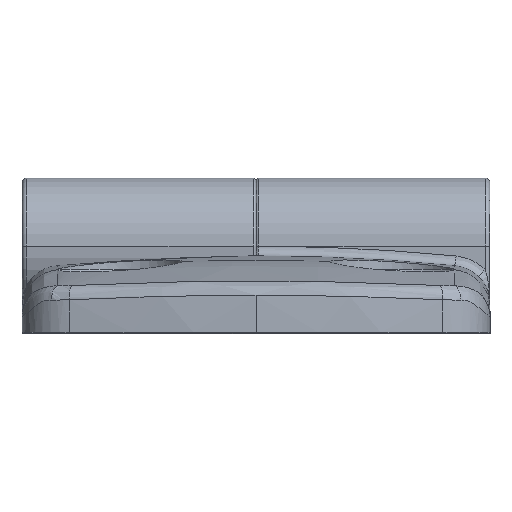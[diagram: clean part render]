
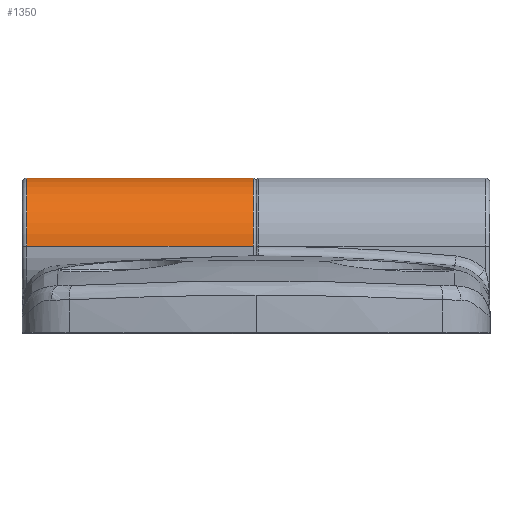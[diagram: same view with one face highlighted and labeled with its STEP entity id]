
A CAD part, top view. The second image highlights one B-rep face of the part: STEP entity #1350.
In plain terms, the highlighted cylindrical face has radius 7 mm (diameter 14 mm), a partial arc.
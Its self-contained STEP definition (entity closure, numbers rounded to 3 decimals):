
#115 = VERTEX_POINT ( 'NONE', #3673 ) ;
#124 = CARTESIAN_POINT ( 'NONE',  ( 24., 8.95, 7. ) ) ;
#177 = DIRECTION ( 'NONE',  ( -1., 0., 0. ) ) ;
#198 = AXIS2_PLACEMENT_3D ( 'NONE', #3369, #3421, #3301 ) ;
#322 = CIRCLE ( 'NONE', #2343, 7. ) ;
#455 = EDGE_CURVE ( 'NONE', #1584, #115, #6816, .T. ) ;
#541 = DIRECTION ( 'NONE',  ( 1., 0., 0. ) ) ;
#549 = EDGE_CURVE ( 'NONE', #1584, #755, #2222, .T. ) ;
#617 = CARTESIAN_POINT ( 'NONE',  ( 24., 8.95, -7. ) ) ;
#755 = VERTEX_POINT ( 'NONE', #3319 ) ;
#1133 = DIRECTION ( 'NONE',  ( -1., 0., 0. ) ) ;
#1350 = ADVANCED_FACE ( 'NONE', ( #2058 ), #6149, .T. ) ;
#1362 = CARTESIAN_POINT ( 'NONE',  ( -23.5, 8.95, 0. ) ) ;
#1584 = VERTEX_POINT ( 'NONE', #5253 ) ;
#2058 = FACE_OUTER_BOUND ( 'NONE', #4939, .T. ) ;
#2222 = LINE ( 'NONE', #124, #2560 ) ;
#2343 = AXIS2_PLACEMENT_3D ( 'NONE', #1362, #541, #6760 ) ;
#2560 = VECTOR ( 'NONE', #177, 1000. ) ;
#2689 = VERTEX_POINT ( 'NONE', #4751 ) ;
#3010 = EDGE_CURVE ( 'NONE', #2689, #755, #322, .T. ) ;
#3301 = DIRECTION ( 'NONE',  ( 0., 0., 1. ) ) ;
#3319 = CARTESIAN_POINT ( 'NONE',  ( -23.5, 8.95, 7. ) ) ;
#3369 = CARTESIAN_POINT ( 'NONE',  ( 24., 8.95, 0. ) ) ;
#3421 = DIRECTION ( 'NONE',  ( -1., 0., 0. ) ) ;
#3673 = CARTESIAN_POINT ( 'NONE',  ( -0.3, 8.95, -7. ) ) ;
#3819 = CARTESIAN_POINT ( 'NONE',  ( -0.3, 8.95, 0. ) ) ;
#3827 = DIRECTION ( 'NONE',  ( -1., 0., 0. ) ) ;
#3838 = DIRECTION ( 'NONE',  ( 0., 0., -1. ) ) ;
#3858 = ORIENTED_EDGE ( 'NONE', *, *, #549, .F. ) ;
#3979 = LINE ( 'NONE', #617, #6604 ) ;
#4168 = AXIS2_PLACEMENT_3D ( 'NONE', #3819, #3827, #3838 ) ;
#4751 = CARTESIAN_POINT ( 'NONE',  ( -23.5, 8.95, -7. ) ) ;
#4939 = EDGE_LOOP ( 'NONE', ( #3858, #5259, #5410, #5714 ) ) ;
#5110 = EDGE_CURVE ( 'NONE', #115, #2689, #3979, .T. ) ;
#5253 = CARTESIAN_POINT ( 'NONE',  ( -0.3, 8.95, 7. ) ) ;
#5259 = ORIENTED_EDGE ( 'NONE', *, *, #455, .T. ) ;
#5410 = ORIENTED_EDGE ( 'NONE', *, *, #5110, .T. ) ;
#5714 = ORIENTED_EDGE ( 'NONE', *, *, #3010, .T. ) ;
#6149 = CYLINDRICAL_SURFACE ( 'NONE', #198, 7. ) ;
#6604 = VECTOR ( 'NONE', #1133, 1000. ) ;
#6760 = DIRECTION ( 'NONE',  ( 0., 0., 1. ) ) ;
#6816 = CIRCLE ( 'NONE', #4168, 7. ) ;
